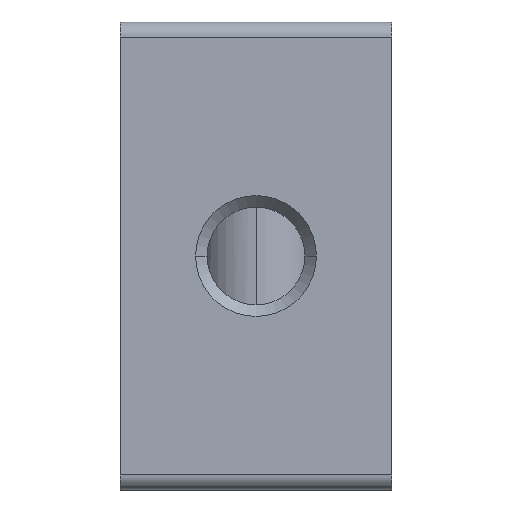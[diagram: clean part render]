
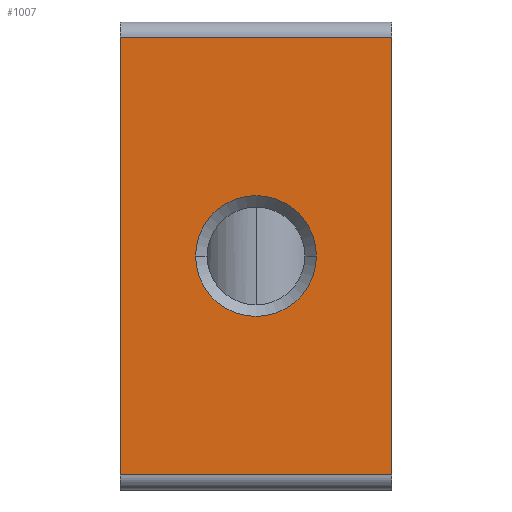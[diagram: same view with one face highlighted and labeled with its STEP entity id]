
A CAD part, front view. The second image highlights one B-rep face of the part: STEP entity #1007.
In plain terms, the highlighted planar face has unit normal (0, -1, 0).
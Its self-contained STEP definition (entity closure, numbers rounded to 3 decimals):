
#429 = EDGE_CURVE( '', #753, #761, #1169, .T. );
#679 = EDGE_CURVE( '', #761, #813, #1446, .T. );
#733 = EDGE_CURVE( '', #1057, #909, #1508, .T. );
#753 = VERTEX_POINT( '', #1528 );
#761 = VERTEX_POINT( '', #1538 );
#813 = VERTEX_POINT( '', #1593 );
#869 = EDGE_CURVE( '', #1027, #813, #1653, .T. );
#909 = VERTEX_POINT( '', #1695 );
#925 = EDGE_CURVE( '', #909, #1057, #1711, .T. );
#1007 = ADVANCED_FACE( '', ( #1800, #1801 ), #1802, .T. );
#1027 = VERTEX_POINT( '', #1822 );
#1057 = VERTEX_POINT( '', #1855 );
#1067 = EDGE_CURVE( '', #1027, #753, #1865, .T. );
#1169 = LINE( '', #1980, #1981 );
#1446 = LINE( '', #2372, #2373 );
#1508 = CIRCLE( '', #2450, 2. );
#1528 = CARTESIAN_POINT( '', ( 0., -8.6, -7.25 ) );
#1538 = CARTESIAN_POINT( '', ( 9., -8.6, -7.25 ) );
#1593 = CARTESIAN_POINT( '', ( 9., -8.6, 7.25 ) );
#1653 = LINE( '', #2649, #2650 );
#1695 = CARTESIAN_POINT( '', ( 6.5, -8.6, 0. ) );
#1711 = CIRCLE( '', #2728, 2. );
#1800 = FACE_BOUND( '', #2855, .T. );
#1801 = FACE_OUTER_BOUND( '', #2856, .T. );
#1802 = PLANE( '', #2857 );
#1822 = CARTESIAN_POINT( '', ( 0., -8.6, 7.25 ) );
#1855 = CARTESIAN_POINT( '', ( 2.5, -8.6, 0. ) );
#1865 = LINE( '', #2939, #2940 );
#1980 = CARTESIAN_POINT( '', ( 0., -8.6, -7.25 ) );
#1981 = VECTOR( '', #3081, 1. );
#2372 = CARTESIAN_POINT( '', ( 9., -8.6, 7.25 ) );
#2373 = VECTOR( '', #3416, 1. );
#2450 = AXIS2_PLACEMENT_3D( '', #3524, #3525, #3526 );
#2649 = CARTESIAN_POINT( '', ( 0., -8.6, 7.25 ) );
#2650 = VECTOR( '', #3688, 1. );
#2728 = AXIS2_PLACEMENT_3D( '', #3727, #3728, #3729 );
#2855 = EDGE_LOOP( '', ( #3819, #3820 ) );
#2856 = EDGE_LOOP( '', ( #3821, #3822, #3823, #3824 ) );
#2857 = AXIS2_PLACEMENT_3D( '', #3825, #3826, #3827 );
#2939 = CARTESIAN_POINT( '', ( 0., -8.6, 7.25 ) );
#2940 = VECTOR( '', #3876, 1. );
#3081 = DIRECTION( '', ( 1., 0., 0. ) );
#3416 = DIRECTION( '', ( 0., 0., 1. ) );
#3524 = CARTESIAN_POINT( '', ( 4.5, -8.6, 0. ) );
#3525 = DIRECTION( '', ( 0., 1., 0. ) );
#3526 = DIRECTION( '', ( 1., 0., 0. ) );
#3688 = DIRECTION( '', ( 1., 0., 0. ) );
#3727 = CARTESIAN_POINT( '', ( 4.5, -8.6, 0. ) );
#3728 = DIRECTION( '', ( 0., 1., 0. ) );
#3729 = DIRECTION( '', ( 1., 0., 0. ) );
#3819 = ORIENTED_EDGE( '', *, *, #925, .T. );
#3820 = ORIENTED_EDGE( '', *, *, #733, .T. );
#3821 = ORIENTED_EDGE( '', *, *, #679, .T. );
#3822 = ORIENTED_EDGE( '', *, *, #869, .F. );
#3823 = ORIENTED_EDGE( '', *, *, #1067, .T. );
#3824 = ORIENTED_EDGE( '', *, *, #429, .T. );
#3825 = CARTESIAN_POINT( '', ( 0., -8.6, -7.25 ) );
#3826 = DIRECTION( '', ( 0., -1., 0. ) );
#3827 = DIRECTION( '', ( 0., 0., -1. ) );
#3876 = DIRECTION( '', ( 0., 0., -1. ) );
